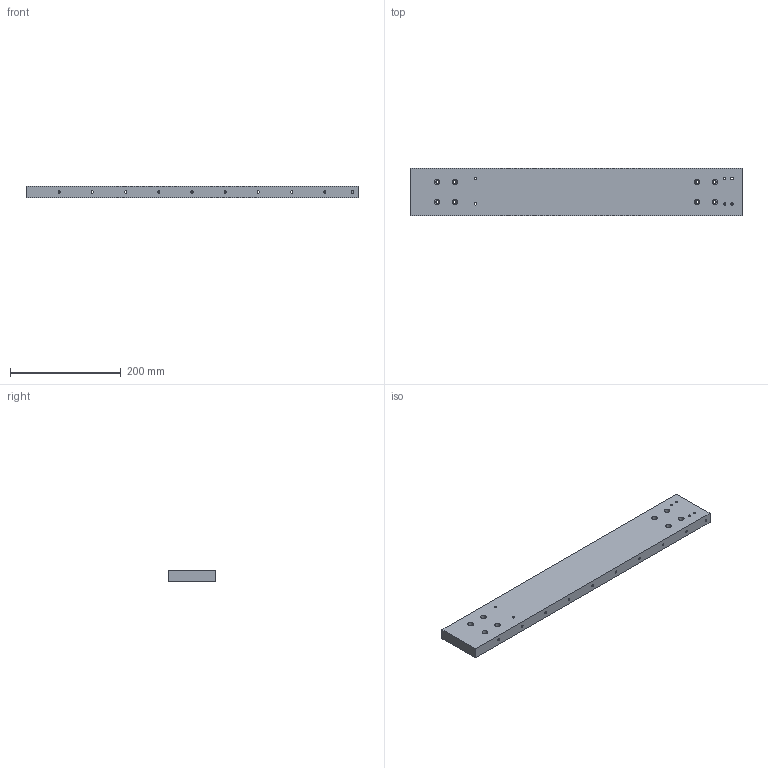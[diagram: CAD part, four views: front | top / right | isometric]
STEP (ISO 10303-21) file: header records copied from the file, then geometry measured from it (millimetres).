
FILE_DESCRIPTION(('FreeCAD Model'),'2;1');
FILE_NAME('Open CASCADE Shape Model','2024-08-08T15:09:47',(''),(''), 'Open CASCADE STEP processor 7.6','FreeCAD','Unknown');
FILE_SCHEMA(('AUTOMOTIVE_DESIGN { 1 0 10303 214 1 1 1 1 }'));
Length unit declared in the file: millimetre
Products named in the file (1): Pocket186490
Bounding box: 600 x 85 x 20 mm (x, y, z)
Volume: 999157 mm3; surface area: 145075.5 mm2
Topology: 1 solids, 1 shells, 53 faces, 147 edges, 106 vertices
Faces by surface type: cylinder 35, plane 18
Full cylindrical faces by diameter (mm): 4.2 x16, 5 x3, 5.2 x8, 10 x8
Entity records: 5002 total; most frequent: CARTESIAN_POINT 1863, DIRECTION 611, ORIENTED_EDGE 294, PCURVE 294, DEFINITIONAL_REPRESENTATION 294, LINE 239, VECTOR 239, CIRCLE 170
